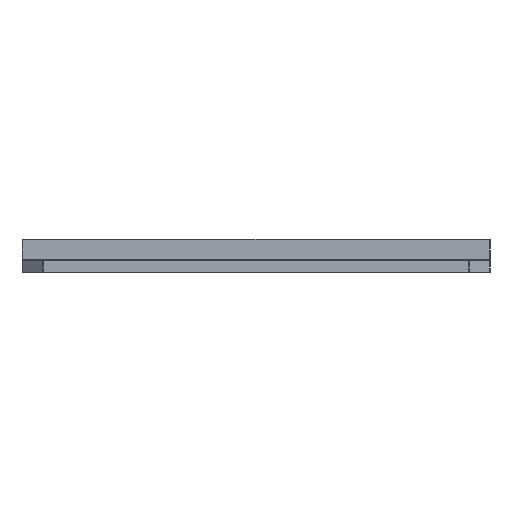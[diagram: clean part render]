
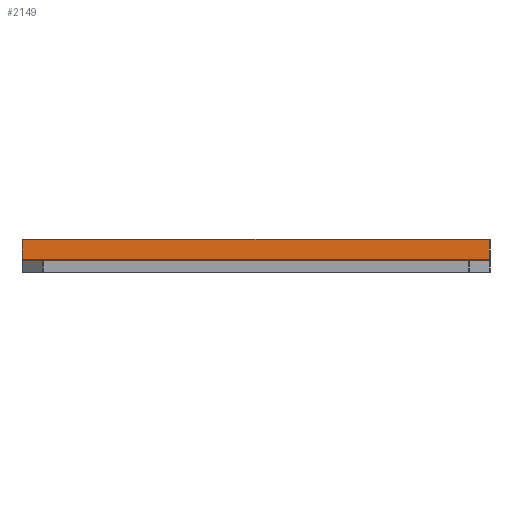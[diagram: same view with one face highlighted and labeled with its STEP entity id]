
A CAD part, front view. The second image highlights one B-rep face of the part: STEP entity #2149.
In plain terms, the highlighted planar face has unit normal (0, -1, 0).
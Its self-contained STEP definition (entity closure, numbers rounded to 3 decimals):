
#25 = ORIENTED_EDGE ( 'NONE', *, *, #1775, .T. ) ;
#49 = EDGE_CURVE ( 'NONE', #219, #2047, #991, .T. ) ;
#57 = EDGE_CURVE ( 'NONE', #2047, #2732, #279, .T. ) ;
#219 = VERTEX_POINT ( 'NONE', #1363 ) ;
#279 = LINE ( 'NONE', #1259, #412 ) ;
#293 = CARTESIAN_POINT ( 'NONE',  ( -450., 248., 64. ) ) ;
#314 = LINE ( 'NONE', #1507, #743 ) ;
#412 = VECTOR ( 'NONE', #2224, 1000. ) ;
#583 = DIRECTION ( 'NONE',  ( -1., 0., 0. ) ) ;
#736 = EDGE_LOOP ( 'NONE', ( #2471, #3060, #25, #889 ) ) ;
#743 = VECTOR ( 'NONE', #1294, 1000. ) ;
#842 = AXIS2_PLACEMENT_3D ( 'NONE', #2718, #2241, #2984 ) ;
#889 = ORIENTED_EDGE ( 'NONE', *, *, #49, .T. ) ;
#991 = LINE ( 'NONE', #2916, #1994 ) ;
#1066 = VECTOR ( 'NONE', #583, 1000. ) ;
#1199 = CARTESIAN_POINT ( 'NONE',  ( -449., 248., 26. ) ) ;
#1259 = CARTESIAN_POINT ( 'NONE',  ( -450., 248., 26. ) ) ;
#1294 = DIRECTION ( 'NONE',  ( 0., 0., 1. ) ) ;
#1363 = CARTESIAN_POINT ( 'NONE',  ( -449., 248., 64. ) ) ;
#1507 = CARTESIAN_POINT ( 'NONE',  ( 449., 248., 65. ) ) ;
#1775 = EDGE_CURVE ( 'NONE', #2158, #219, #1785, .T. ) ;
#1785 = LINE ( 'NONE', #293, #1066 ) ;
#1894 = FACE_OUTER_BOUND ( 'NONE', #736, .T. ) ;
#1994 = VECTOR ( 'NONE', #2204, 1000. ) ;
#2008 = CARTESIAN_POINT ( 'NONE',  ( 449., 248., 64. ) ) ;
#2047 = VERTEX_POINT ( 'NONE', #1199 ) ;
#2133 = CARTESIAN_POINT ( 'NONE',  ( 449., 248., 26. ) ) ;
#2149 = ADVANCED_FACE ( 'NONE', ( #1894 ), #2971, .F. ) ;
#2158 = VERTEX_POINT ( 'NONE', #2008 ) ;
#2204 = DIRECTION ( 'NONE',  ( 0., 0., -1. ) ) ;
#2224 = DIRECTION ( 'NONE',  ( 1., 0., 0. ) ) ;
#2241 = DIRECTION ( 'NONE',  ( 0., 1., 0. ) ) ;
#2260 = EDGE_CURVE ( 'NONE', #2732, #2158, #314, .T. ) ;
#2471 = ORIENTED_EDGE ( 'NONE', *, *, #57, .T. ) ;
#2718 = CARTESIAN_POINT ( 'NONE',  ( -450., 248., 65. ) ) ;
#2732 = VERTEX_POINT ( 'NONE', #2133 ) ;
#2916 = CARTESIAN_POINT ( 'NONE',  ( -449., 248., 65. ) ) ;
#2971 = PLANE ( 'NONE',  #842 ) ;
#2984 = DIRECTION ( 'NONE',  ( -1., 0., 0. ) ) ;
#3060 = ORIENTED_EDGE ( 'NONE', *, *, #2260, .T. ) ;
